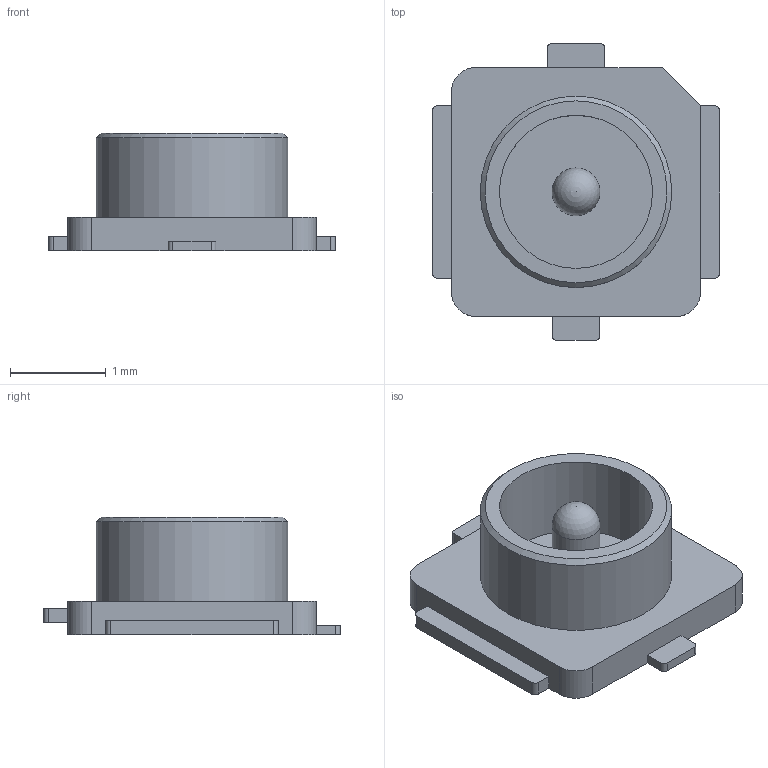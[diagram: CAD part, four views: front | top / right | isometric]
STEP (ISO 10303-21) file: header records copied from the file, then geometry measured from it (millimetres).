
FILE_DESCRIPTION(/* description */ (''),/* implementation_level */ '2;1');
FILE_NAME(/* name */ 'C-1909763-1.step',/* time_stamp */ '2017-09-10T20:32:34+09:00',/* author */ (''),/* organization */ (''),/* preprocessor_version */ 'ST-DEVELOPER v16.13',/* originating_system */ 'Autodesk Translation Framework v6.1.1.50',/* authorisation */ '');
FILE_SCHEMA (('AUTOMOTIVE_DESIGN { 1 0 10303 214 3 1 1 }'));
Length unit declared in the file: millimetre
Products named in the file (2): ASSEMBLY; C-1909763-1
Assembly tree (1 placements, depth 2):
  ASSEMBLY
    C-1909763-1
Bounding box: 3 x 3.1 x 1.23 mm (x, y, z)
Volume: 3.6 mm3; surface area: 29.9 mm2
Topology: 1 solids, 1 shells, 42 faces, 109 edges, 72 vertices
Faces by surface type: plane 26, cylinder 14, cone 1, sphere 1
Full cylindrical faces by diameter (mm): 0.5 x1, 1.6 x1, 2 x1
Entity records: 1319 total; most frequent: DIRECTION 223, CARTESIAN_POINT 218, ORIENTED_EDGE 204, EDGE_CURVE 102, AXIS2_PLACEMENT_3D 75, LINE 73, VECTOR 73, VERTEX_POINT 70
